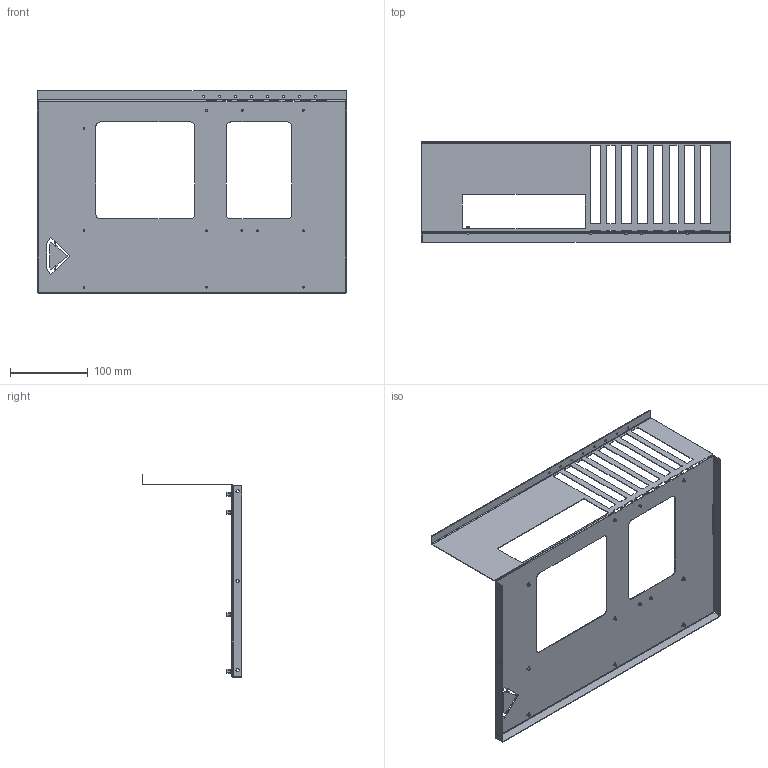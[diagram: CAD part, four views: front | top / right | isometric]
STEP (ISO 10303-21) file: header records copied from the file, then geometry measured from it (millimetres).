
FILE_DESCRIPTION(/* description */ (''),/* implementation_level */ '2;1');
FILE_NAME(/* name */ 'ATX Sheet.stp',/* time_stamp */ '2022-10-21T20:12:56+02:00',/* author */ ('a-m-c'),/* organization */ (''),/* preprocessor_version */ 'ST-DEVELOPER v19',/* originating_system */ 'Autodesk Inventor 2023',/* authorisation */ '');
FILE_SCHEMA (('AUTOMOTIVE_DESIGN { 1 0 10303 214 3 1 1 }'));
Length unit declared in the file: millimetre
Products named in the file (1): Base ATX V2
Bounding box: 398 x 128.5 x 260.67 mm (x, y, z)
Volume: 93802.2 mm3; surface area: 237897.2 mm2
Topology: 13 solids, 13 shells, 676 faces, 1918 edges, 1264 vertices
Faces by surface type: cylinder 260, plane 248, cone 168
Full cylindrical faces by diameter (mm): 2.459 x44, 4 x6
Entity records: 23450 total; most frequent: CARTESIAN_POINT 6391, ORIENTED_EDGE 3812, DIRECTION 3340, EDGE_CURVE 1906, VERTEX_POINT 1264, AXIS2_PLACEMENT_3D 1221, LINE 898, VECTOR 898
